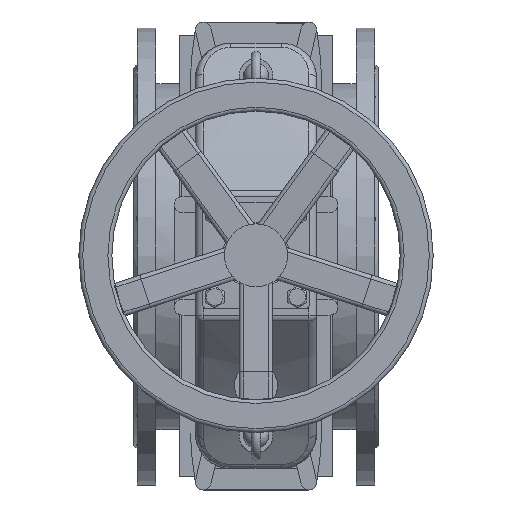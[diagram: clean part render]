
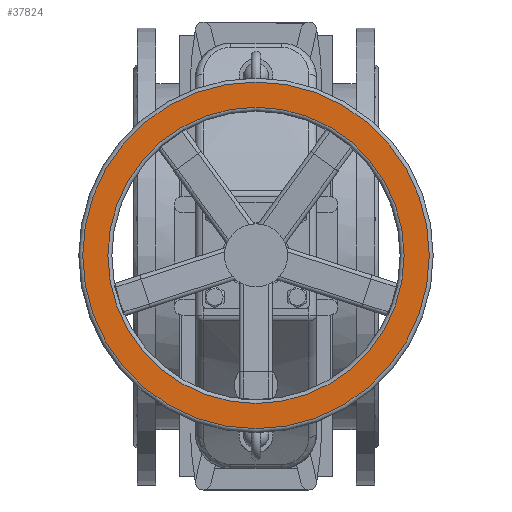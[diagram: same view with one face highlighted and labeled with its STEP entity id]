
A CAD part, top view. The second image highlights one B-rep face of the part: STEP entity #37824.
In plain terms, the highlighted planar face has unit normal (0, 0, 1).
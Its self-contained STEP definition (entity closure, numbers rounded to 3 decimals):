
#37824=ADVANCED_FACE('',(#69960,#69962),#69964,.T.);
#69960=FACE_BOUND('',#69961,.T.);
#69961=EDGE_LOOP('',(#97862,#97863));
#69962=FACE_BOUND('',#69963,.T.);
#69963=EDGE_LOOP('',(#97864,#97865));
#69964=PLANE('',#69965);
#69965=AXIS2_PLACEMENT_3D('',#69966,#69967,#69968);
#69966=CARTESIAN_POINT('',(13466.319,10041.33,27288.957));
#69967=DIRECTION('',(0.,0.,1.));
#69968=DIRECTION('',(1.,0.,0.));
#97862=ORIENTED_EDGE('',*,*,#111866,.F.);
#97863=ORIENTED_EDGE('',*,*,#111867,.F.);
#97864=ORIENTED_EDGE('',*,*,#111868,.T.);
#97865=ORIENTED_EDGE('',*,*,#111869,.T.);
#111866=EDGE_CURVE('',#133390,#133391,#133392,.T.);
#111867=EDGE_CURVE('',#133391,#133390,#133393,.T.);
#111868=EDGE_CURVE('',#133394,#133395,#133396,.T.);
#111869=EDGE_CURVE('',#133395,#133394,#133397,.T.);
#133390=VERTEX_POINT('',#183606);
#133391=VERTEX_POINT('',#183607);
#133392=CIRCLE('',#183608,220.);
#133393=CIRCLE('',#183612,220.);
#133394=VERTEX_POINT('',#183616);
#133395=VERTEX_POINT('',#183617);
#133396=CIRCLE('',#183618,188.);
#133397=CIRCLE('',#183622,188.);
#183606=CARTESIAN_POINT('',(13466.319,10481.33,27288.957));
#183607=CARTESIAN_POINT('',(13466.319,10041.33,27288.957));
#183608=AXIS2_PLACEMENT_3D('',#183609,#183610,#183611);
#183609=CARTESIAN_POINT('',(13466.319,10261.33,27288.957));
#183610=DIRECTION('',(0.,0.,-1.));
#183611=DIRECTION('',(0.,1.,0.));
#183612=AXIS2_PLACEMENT_3D('',#183613,#183614,#183615);
#183613=CARTESIAN_POINT('',(13466.319,10261.33,27288.957));
#183614=DIRECTION('',(0.,0.,-1.));
#183615=DIRECTION('',(0.,-1.,0.));
#183616=CARTESIAN_POINT('',(13466.319,10073.33,27288.957));
#183617=CARTESIAN_POINT('',(13466.319,10449.33,27288.957));
#183618=AXIS2_PLACEMENT_3D('',#183619,#183620,#183621);
#183619=CARTESIAN_POINT('',(13466.319,10261.33,27288.957));
#183620=DIRECTION('',(0.,0.,-1.));
#183621=DIRECTION('',(0.,-1.,0.));
#183622=AXIS2_PLACEMENT_3D('',#183623,#183624,#183625);
#183623=CARTESIAN_POINT('',(13466.319,10261.33,27288.957));
#183624=DIRECTION('',(0.,0.,-1.));
#183625=DIRECTION('',(0.,1.,0.));
